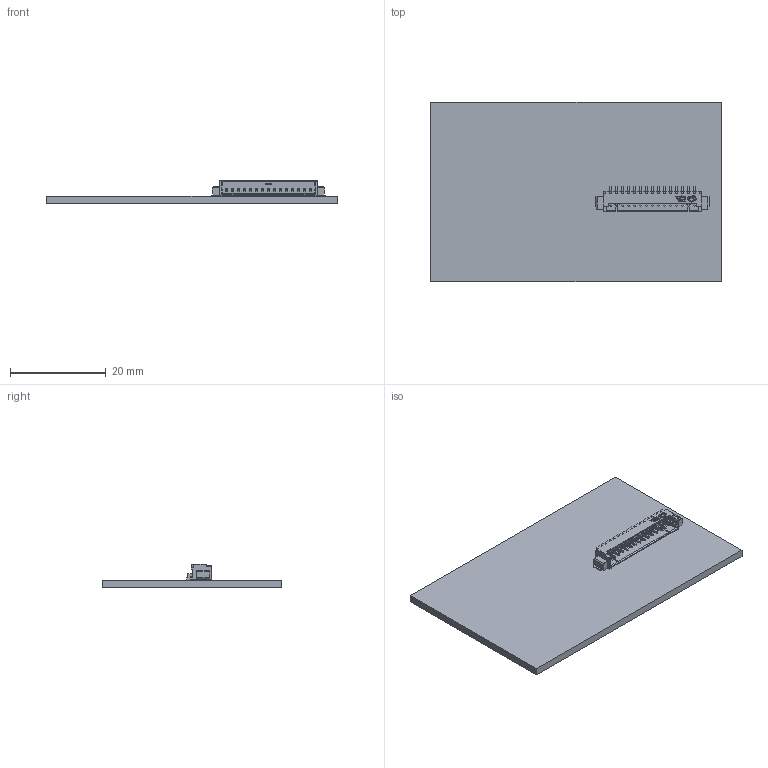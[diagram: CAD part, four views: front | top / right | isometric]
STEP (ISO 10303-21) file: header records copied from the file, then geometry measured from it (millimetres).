
FILE_DESCRIPTION(('Designed by EasyEDA Pro'),'2;1');
FILE_NAME('Open CASCADE Shape Model','2024-03-27T20:11:11',('Author'),( 'Open CASCADE'),'Open CASCADE STEP processor 7.6','Open CASCADE 7.6' ,'Unknown');
FILE_SCHEMA(('AUTOMOTIVE_DESIGN { 1 0 10303 214 1 1 1 1 }'));
Length unit declared in the file: millimetre
Products named in the file (5): PCBModel; COMPOUND; CN1; CONN-SMD_532611571
Assembly tree (4 placements, depth 4):
  PCBModel
    COMPOUND
    CN1
      CONN-SMD_532611571
        COMPOUND
Bounding box: 60.68 x 37.44 x 5 mm (x, y, z)
Volume: 3764.7 mm3; surface area: 5453.3 mm2
Topology: 17 solids, 17 shells, 1083 faces, 2921 edges, 1911 vertices
Faces by surface type: plane 707, cylinder 238, bspline 136, sphere 2
Entity records: 45559 total; most frequent: CARTESIAN_POINT 9927, ORIENTED_EDGE 5838, DIRECTION 4412, EDGE_CURVE 2919, LINE 2244, VECTOR 2244, VERTEX_POINT 1911, FACE_BOUND 1136
